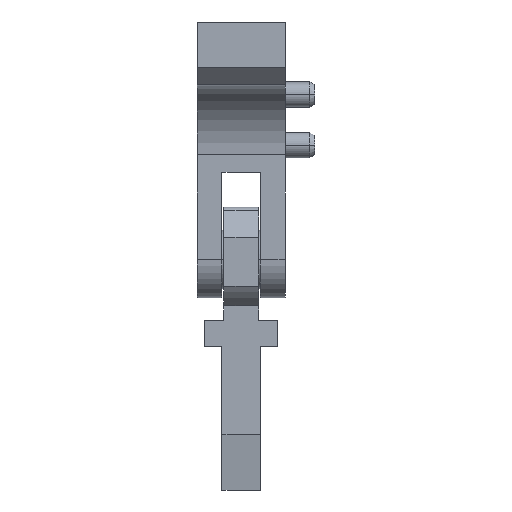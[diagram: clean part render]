
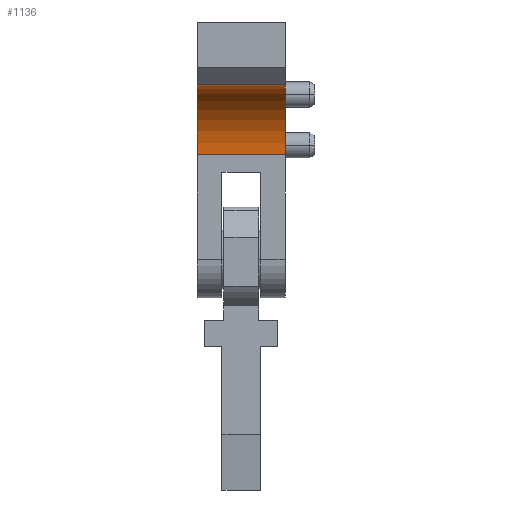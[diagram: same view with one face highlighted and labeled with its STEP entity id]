
A CAD part, front view. The second image highlights one B-rep face of the part: STEP entity #1136.
In plain terms, the highlighted cylindrical face has radius 4 mm (diameter 8 mm), a partial arc.
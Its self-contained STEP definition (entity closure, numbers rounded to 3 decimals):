
#1109=AXIS2_PLACEMENT_3D('Cylinder Axis2P3D',#1106,#1107,#1108) ;
#1113=AXIS2_PLACEMENT_3D('Circle Axis2P3D',#1111,#1112,$) ;
#1120=AXIS2_PLACEMENT_3D('Circle Axis2P3D',#1118,#1119,$) ;
#1084=CARTESIAN_POINT('Vertex',(5.05,5.3,23.2)) ;
#1091=CARTESIAN_POINT('Vertex',(0.,5.3,23.2)) ;
#1094=CARTESIAN_POINT('Line Origine',(2.525,5.3,23.2)) ;
#1106=CARTESIAN_POINT('Axis2P3D Location',(2.525,5.3,19.2)) ;
#1111=CARTESIAN_POINT('Axis2P3D Location',(5.05,5.3,19.2)) ;
#1115=CARTESIAN_POINT('Vertex',(5.05,9.3,19.2)) ;
#1118=CARTESIAN_POINT('Axis2P3D Location',(0.,5.3,19.2)) ;
#1122=CARTESIAN_POINT('Vertex',(0.,9.3,19.2)) ;
#1125=CARTESIAN_POINT('Line Origine',(2.525,9.3,19.2)) ;
#1095=DIRECTION('Vector Direction',(1.,0.,0.)) ;
#1107=DIRECTION('Axis2P3D Direction',(1.,0.,0.)) ;
#1108=DIRECTION('Axis2P3D XDirection',(0.,1.,0.)) ;
#1112=DIRECTION('Axis2P3D Direction',(1.,0.,0.)) ;
#1119=DIRECTION('Axis2P3D Direction',(1.,0.,0.)) ;
#1126=DIRECTION('Vector Direction',(1.,0.,0.)) ;
#1096=VECTOR('Line Direction',#1095,1.) ;
#1127=VECTOR('Line Direction',#1126,1.) ;
#1131=ORIENTED_EDGE('',*,*,#1117,.T.) ;
#1132=ORIENTED_EDGE('',*,*,#1098,.F.) ;
#1133=ORIENTED_EDGE('',*,*,#1124,.F.) ;
#1134=ORIENTED_EDGE('',*,*,#1129,.T.) ;
#1136=ADVANCED_FACE('S3D - SCHT SNAPMARK- gedreht',(#1135),#1110,.F.) ;
#1114=CIRCLE('generated circle',#1113,4.) ;
#1121=CIRCLE('generated circle',#1120,4.) ;
#1110=CYLINDRICAL_SURFACE('generated cylinder',#1109,4.) ;
#1098=EDGE_CURVE('',#1092,#1085,#1097,.T.) ;
#1117=EDGE_CURVE('',#1116,#1085,#1114,.T.) ;
#1124=EDGE_CURVE('',#1123,#1092,#1121,.T.) ;
#1129=EDGE_CURVE('',#1123,#1116,#1128,.T.) ;
#1130=EDGE_LOOP('',(#1131,#1132,#1133,#1134)) ;
#1135=FACE_OUTER_BOUND('',#1130,.T.) ;
#1097=LINE('Line',#1094,#1096) ;
#1128=LINE('Line',#1125,#1127) ;
#1085=VERTEX_POINT('',#1084) ;
#1092=VERTEX_POINT('',#1091) ;
#1116=VERTEX_POINT('',#1115) ;
#1123=VERTEX_POINT('',#1122) ;
